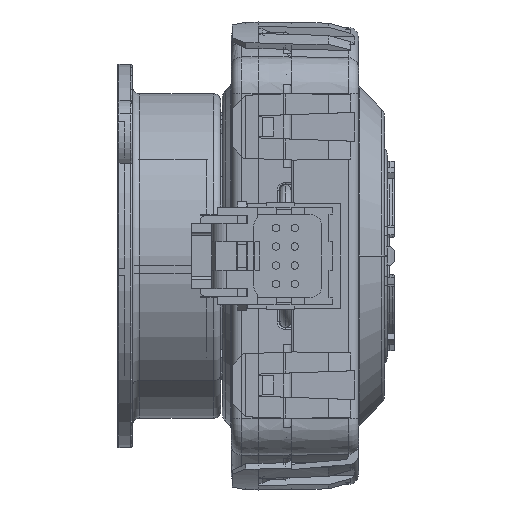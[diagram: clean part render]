
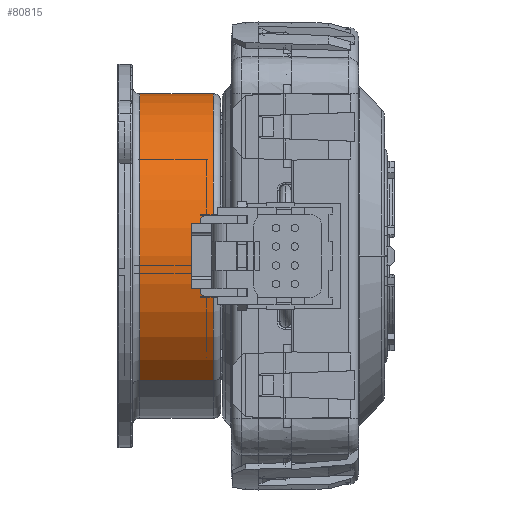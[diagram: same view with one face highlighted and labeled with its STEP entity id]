
A CAD part, left-side view. The second image highlights one B-rep face of the part: STEP entity #80815.
In plain terms, the highlighted cylindrical face has radius 22 mm (diameter 44 mm), a partial arc.
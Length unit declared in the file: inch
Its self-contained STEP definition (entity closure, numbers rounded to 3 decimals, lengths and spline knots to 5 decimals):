
#19660=CARTESIAN_POINT('',(0.,0.9126,0.));
#19661=DIRECTION('',(0.,-1.,0.));
#19662=DIRECTION('',(0.643,0.,0.766));
#19663=AXIS2_PLACEMENT_3D('',#19660,#19661,#19662);
#19665=CARTESIAN_POINT('',(0.,1.3063,0.));
#19666=DIRECTION('',(0.,-1.,0.));
#19667=DIRECTION('',(0.643,0.,0.766));
#19668=AXIS2_PLACEMENT_3D('',#19665,#19666,#19667);
#19670=DIRECTION('',(0.,1.,0.));
#19671=VECTOR('',#19670,0.3937);
#19672=CARTESIAN_POINT('',(0.55675,0.9126,
0.6635));
#19673=LINE('',#19672,#19671);
#19768=DIRECTION('',(0.,1.,0.));
#19769=VECTOR('',#19768,0.3937);
#19770=CARTESIAN_POINT('',(-0.55675,0.9126,
-0.6635));
#19771=LINE('',#19770,#19769);
#62250=CARTESIAN_POINT('',(-0.55675,1.3063,
-0.6635));
#62251=CARTESIAN_POINT('',(0.55675,1.3063,
0.6635));
#62252=VERTEX_POINT('',#62250);
#62253=VERTEX_POINT('',#62251);
#62318=CARTESIAN_POINT('',(-0.55675,0.9126,
-0.6635));
#62319=CARTESIAN_POINT('',(0.55675,0.9126,
0.6635));
#62320=VERTEX_POINT('',#62318);
#62321=VERTEX_POINT('',#62319);
#80801=CARTESIAN_POINT('',(0.,0.87323,0.));
#80802=DIRECTION('',(0.,-1.,0.));
#80803=DIRECTION('',(0.643,0.,0.766));
#80804=AXIS2_PLACEMENT_3D('',#80801,#80802,#80803);
#80805=CYLINDRICAL_SURFACE('',#80804,0.86614);
#80807=ORIENTED_EDGE('',*,*,#80806,.T.);
#80809=ORIENTED_EDGE('',*,*,#80808,.T.);
#80810=ORIENTED_EDGE('',*,*,#80795,.F.);
#80812=ORIENTED_EDGE('',*,*,#80811,.F.);
#80813=EDGE_LOOP('',(#80807,#80809,#80810,#80812));
#80814=FACE_OUTER_BOUND('',#80813,.F.);
#80815=ADVANCED_FACE('',(#80814),#80805,.T.);
#19664=CIRCLE('',#19663,0.86614);
#19669=CIRCLE('',#19668,0.86614);
#80795=EDGE_CURVE('',#62253,#62252,#19669,.T.);
#80806=EDGE_CURVE('',#62321,#62320,#19664,.T.);
#80808=EDGE_CURVE('',#62320,#62252,#19771,.T.);
#80811=EDGE_CURVE('',#62321,#62253,#19673,.T.);
